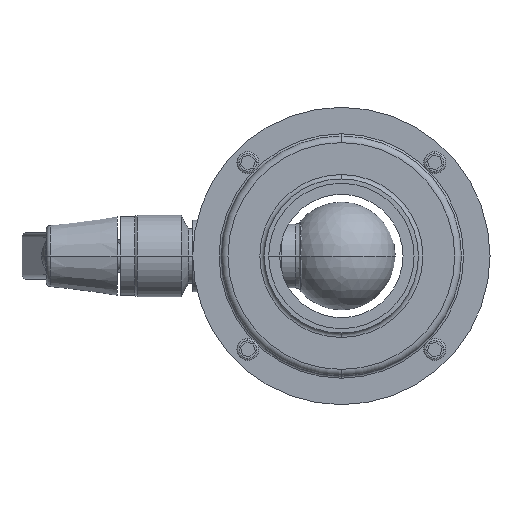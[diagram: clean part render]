
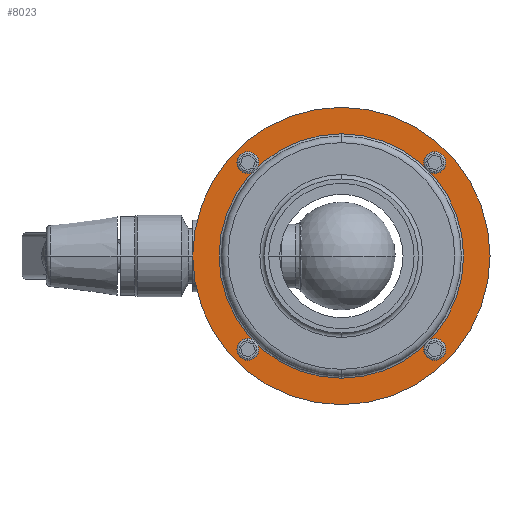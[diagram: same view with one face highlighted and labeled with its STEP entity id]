
A CAD part, left-side view. The second image highlights one B-rep face of the part: STEP entity #8023.
In plain terms, the highlighted planar face has unit normal (-1, 0, 0).
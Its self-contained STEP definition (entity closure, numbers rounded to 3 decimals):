
#78 = CIRCLE ( 'NONE', #1261, 3. ) ;
#449 = CIRCLE ( 'NONE', #6858, 67.5 ) ;
#557 = CARTESIAN_POINT ( 'NONE',  ( -22.791, 0., 0. ) ) ;
#670 = ORIENTED_EDGE ( 'NONE', *, *, #3259, .T. ) ;
#879 = PLANE ( 'NONE',  #7650 ) ;
#944 = VERTEX_POINT ( 'NONE', #6005 ) ;
#1133 = DIRECTION ( 'NONE',  ( 0., 0., -1. ) ) ;
#1195 = CARTESIAN_POINT ( 'NONE',  ( -22.791, 42.426, -39.426 ) ) ;
#1220 = CARTESIAN_POINT ( 'NONE',  ( -22.791, 42.426, -45.426 ) ) ;
#1261 = AXIS2_PLACEMENT_3D ( 'NONE', #2126, #2002, #2711 ) ;
#1354 = DIRECTION ( 'NONE',  ( -1., 0., 0. ) ) ;
#1423 = CARTESIAN_POINT ( 'NONE',  ( -22.791, 0., 0. ) ) ;
#2002 = DIRECTION ( 'NONE',  ( 1., 0., 0. ) ) ;
#2015 = VERTEX_POINT ( 'NONE', #1195 ) ;
#2059 = CIRCLE ( 'NONE', #2645, 55.5 ) ;
#2126 = CARTESIAN_POINT ( 'NONE',  ( -22.791, 42.426, -42.426 ) ) ;
#2213 = EDGE_CURVE ( 'NONE', #2015, #8751, #7499, .T. ) ;
#2645 = AXIS2_PLACEMENT_3D ( 'NONE', #6310, #1354, #8324 ) ;
#2711 = DIRECTION ( 'NONE',  ( 0., 0., -1. ) ) ;
#2912 = ORIENTED_EDGE ( 'NONE', *, *, #4563, .F. ) ;
#2919 = DIRECTION ( 'NONE',  ( -1., 0., 0. ) ) ;
#2957 = ORIENTED_EDGE ( 'NONE', *, *, #7964, .T. ) ;
#2962 = DIRECTION ( 'NONE',  ( 0., 0., 1. ) ) ;
#3259 = EDGE_CURVE ( 'NONE', #3551, #944, #3988, .T. ) ;
#3551 = VERTEX_POINT ( 'NONE', #5635 ) ;
#3623 = EDGE_LOOP ( 'NONE', ( #2912, #5003 ) ) ;
#3748 = DIRECTION ( 'NONE',  ( 1., 0., 0. ) ) ;
#3807 = AXIS2_PLACEMENT_3D ( 'NONE', #5622, #8438, #4338 ) ;
#3988 = CIRCLE ( 'NONE', #8475, 67.5 ) ;
#4122 = DIRECTION ( 'NONE',  ( 0., 0., 1. ) ) ;
#4297 = AXIS2_PLACEMENT_3D ( 'NONE', #5786, #5243, #1133 ) ;
#4309 = CARTESIAN_POINT ( 'NONE',  ( -22.791, 0., 55.5 ) ) ;
#4338 = DIRECTION ( 'NONE',  ( 0., 0., 1. ) ) ;
#4345 = FACE_BOUND ( 'NONE', #3623, .T. ) ;
#4563 = EDGE_CURVE ( 'NONE', #8977, #5909, #2059, .T. ) ;
#4758 = ORIENTED_EDGE ( 'NONE', *, *, #2213, .T. ) ;
#4891 = CARTESIAN_POINT ( 'NONE',  ( -22.791, 0., -55.5 ) ) ;
#4941 = EDGE_CURVE ( 'NONE', #944, #3551, #449, .T. ) ;
#5003 = ORIENTED_EDGE ( 'NONE', *, *, #6560, .F. ) ;
#5073 = DIRECTION ( 'NONE',  ( 0., 0., -1. ) ) ;
#5100 = EDGE_LOOP ( 'NONE', ( #2957, #4758 ) ) ;
#5243 = DIRECTION ( 'NONE',  ( 1., 0., 0. ) ) ;
#5569 = CIRCLE ( 'NONE', #3807, 55.5 ) ;
#5622 = CARTESIAN_POINT ( 'NONE',  ( -22.791, 0., 0. ) ) ;
#5635 = CARTESIAN_POINT ( 'NONE',  ( -22.791, 0., -67.5 ) ) ;
#5671 = CARTESIAN_POINT ( 'NONE',  ( -22.791, 67.5, 0. ) ) ;
#5786 = CARTESIAN_POINT ( 'NONE',  ( -22.791, 42.426, -42.426 ) ) ;
#5909 = VERTEX_POINT ( 'NONE', #4891 ) ;
#6005 = CARTESIAN_POINT ( 'NONE',  ( -22.791, 0., 67.5 ) ) ;
#6121 = DIRECTION ( 'NONE',  ( -1., 0., 0. ) ) ;
#6310 = CARTESIAN_POINT ( 'NONE',  ( -22.791, 0., 0. ) ) ;
#6560 = EDGE_CURVE ( 'NONE', #5909, #8977, #5569, .T. ) ;
#6858 = AXIS2_PLACEMENT_3D ( 'NONE', #1423, #2919, #2962 ) ;
#7499 = CIRCLE ( 'NONE', #4297, 3. ) ;
#7650 = AXIS2_PLACEMENT_3D ( 'NONE', #5671, #3748, #5073 ) ;
#7821 = EDGE_LOOP ( 'NONE', ( #8091, #670 ) ) ;
#7964 = EDGE_CURVE ( 'NONE', #8751, #2015, #78, .T. ) ;
#8023 = ADVANCED_FACE ( 'NONE', ( #8488, #4345, #8572 ), #879, .F. ) ;
#8091 = ORIENTED_EDGE ( 'NONE', *, *, #4941, .T. ) ;
#8324 = DIRECTION ( 'NONE',  ( 0., 0., 1. ) ) ;
#8438 = DIRECTION ( 'NONE',  ( -1., 0., 0. ) ) ;
#8475 = AXIS2_PLACEMENT_3D ( 'NONE', #557, #6121, #4122 ) ;
#8488 = FACE_BOUND ( 'NONE', #5100, .T. ) ;
#8572 = FACE_OUTER_BOUND ( 'NONE', #7821, .T. ) ;
#8751 = VERTEX_POINT ( 'NONE', #1220 ) ;
#8977 = VERTEX_POINT ( 'NONE', #4309 ) ;
